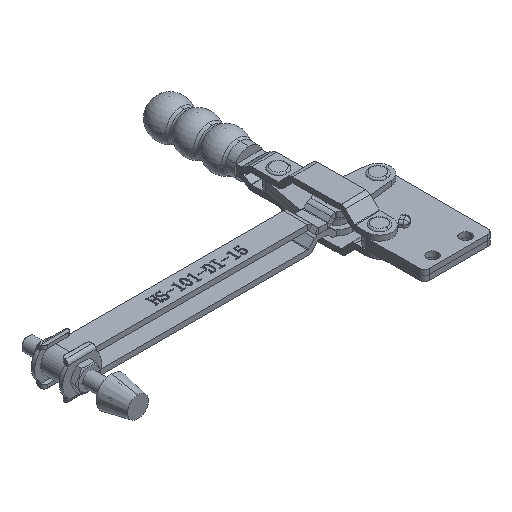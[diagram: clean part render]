
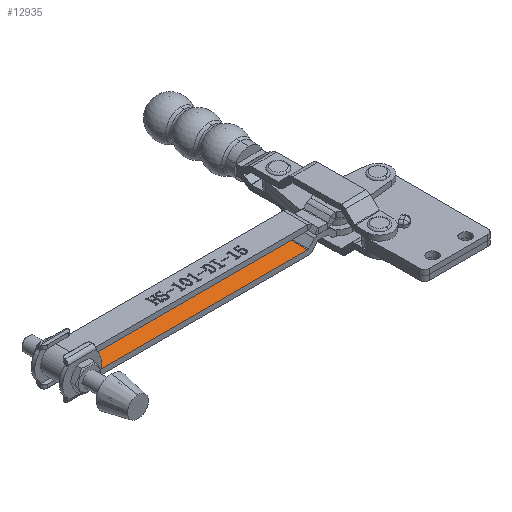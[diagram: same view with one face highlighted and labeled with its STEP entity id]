
A CAD part, isometric view. The second image highlights one B-rep face of the part: STEP entity #12935.
In plain terms, the highlighted face is planar.
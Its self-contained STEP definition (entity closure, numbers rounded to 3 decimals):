
#2543 = DIRECTION ( 'NONE',  ( 0., 0., -1. ) ) ;
#2554 = CARTESIAN_POINT ( 'NONE',  ( 0., 4.701, 20. ) ) ;
#3362 = EDGE_CURVE ( 'NONE', #23087, #23094, #13409, .T. ) ;
#5359 = DIRECTION ( 'NONE',  ( 1., 0., 0. ) ) ;
#5361 = CARTESIAN_POINT ( 'NONE',  ( 0., 4.701, 3. ) ) ;
#6966 = AXIS2_PLACEMENT_3D ( 'NONE', #15942, #15918, #15916 ) ;
#10168 = VECTOR ( 'NONE', #2543, 1000. ) ;
#10180 = LINE ( 'NONE', #2554, #10168 ) ;
#10822 = VECTOR ( 'NONE', #5359, 1000. ) ;
#10825 = LINE ( 'NONE', #5361, #10822 ) ;
#11474 = VERTEX_POINT ( 'NONE', #19306 ) ;
#11489 = VERTEX_POINT ( 'NONE', #19277 ) ;
#12935 = ADVANCED_FACE ( 'NONE', ( #13182 ), #15923, .T. ) ;
#13182 = FACE_OUTER_BOUND ( 'NONE', #22283, .T. ) ;
#13408 = VECTOR ( 'NONE', #19808, 1000. ) ;
#13409 = LINE ( 'NONE', #19761, #13408 ) ;
#15383 = VECTOR ( 'NONE', #24270, 1000. ) ;
#15386 = LINE ( 'NONE', #24272, #15383 ) ;
#15730 = EDGE_CURVE ( 'NONE', #11489, #23087, #15386, .T. ) ;
#15916 = DIRECTION ( 'NONE',  ( 0., 0., -1. ) ) ;
#15918 = DIRECTION ( 'NONE',  ( 0., -1., 0. ) ) ;
#15923 = PLANE ( 'NONE',  #6966 ) ;
#15942 = CARTESIAN_POINT ( 'NONE',  ( 0., 4.701, 20. ) ) ;
#19277 = CARTESIAN_POINT ( 'NONE',  ( 0., 4.701, 17. ) ) ;
#19306 = CARTESIAN_POINT ( 'NONE',  ( 0., 4.701, 3. ) ) ;
#19761 = CARTESIAN_POINT ( 'NONE',  ( 131.251, 4.701, 20. ) ) ;
#19808 = DIRECTION ( 'NONE',  ( 0., 0., -1. ) ) ;
#20975 = ORIENTED_EDGE ( 'NONE', *, *, #22317, .T. ) ;
#20976 = ORIENTED_EDGE ( 'NONE', *, *, #21580, .T. ) ;
#20977 = ORIENTED_EDGE ( 'NONE', *, *, #3362, .F. ) ;
#20978 = ORIENTED_EDGE ( 'NONE', *, *, #15730, .F. ) ;
#21580 = EDGE_CURVE ( 'NONE', #11474, #23094, #10825, .T. ) ;
#22283 = EDGE_LOOP ( 'NONE', ( #20975, #20976, #20977, #20978 ) ) ;
#22317 = EDGE_CURVE ( 'NONE', #11489, #11474, #10180, .T. ) ;
#23087 = VERTEX_POINT ( 'NONE', #27958 ) ;
#23094 = VERTEX_POINT ( 'NONE', #27938 ) ;
#24270 = DIRECTION ( 'NONE',  ( 1., 0., 0. ) ) ;
#24272 = CARTESIAN_POINT ( 'NONE',  ( 0., 4.701, 17. ) ) ;
#27938 = CARTESIAN_POINT ( 'NONE',  ( 131.251, 4.701, 3. ) ) ;
#27958 = CARTESIAN_POINT ( 'NONE',  ( 131.251, 4.701, 17. ) ) ;
